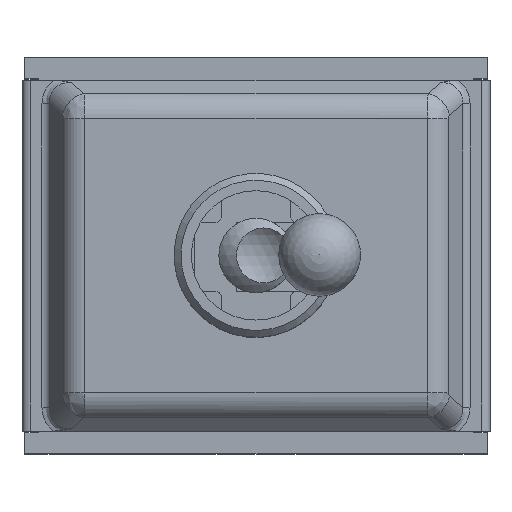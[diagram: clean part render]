
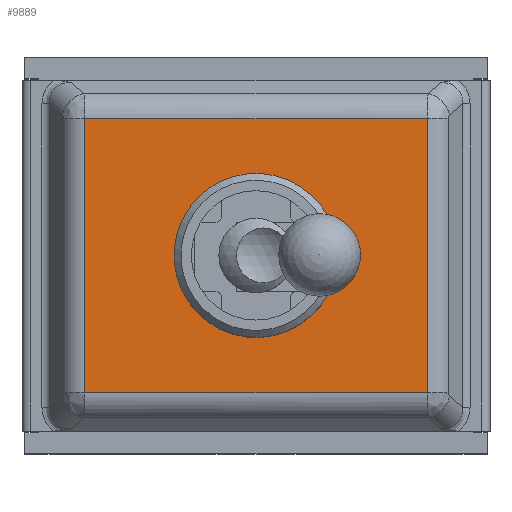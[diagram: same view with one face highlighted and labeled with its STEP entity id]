
A CAD part, top view. The second image highlights one B-rep face of the part: STEP entity #9889.
In plain terms, the highlighted planar face has unit normal (0, 0, 1).
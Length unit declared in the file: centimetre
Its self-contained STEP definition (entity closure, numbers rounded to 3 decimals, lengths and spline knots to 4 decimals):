
#84=FACE_BOUND('',#1294,.T.);
#277=PLANE('',#10689);
#700=FACE_OUTER_BOUND('',#1293,.T.);
#1293=EDGE_LOOP('',(#7580,#7581,#7582,#7583));
#1294=EDGE_LOOP('',(#7584,#7585,#7586,#7587));
#2039=LINE('',#15740,#3007);
#2040=LINE('',#15742,#3008);
#2041=LINE('',#15744,#3009);
#2042=LINE('',#15745,#3010);
#2043=LINE('',#15750,#3011);
#2044=LINE('',#15752,#3012);
#2045=LINE('',#15753,#3013);
#3007=VECTOR('',#12528,1.);
#3008=VECTOR('',#12529,1.);
#3009=VECTOR('',#12530,1.);
#3010=VECTOR('',#12531,1.);
#3011=VECTOR('',#12534,1.);
#3012=VECTOR('',#12535,1.);
#3013=VECTOR('',#12536,1.);
#3820=CIRCLE('',#10690,0.5953);
#4471=VERTEX_POINT('',#15738);
#4472=VERTEX_POINT('',#15739);
#4473=VERTEX_POINT('',#15741);
#4474=VERTEX_POINT('',#15743);
#4475=VERTEX_POINT('',#15746);
#4476=VERTEX_POINT('',#15747);
#4477=VERTEX_POINT('',#15749);
#4478=VERTEX_POINT('',#15751);
#5611=EDGE_CURVE('',#4471,#4472,#2039,.T.);
#5612=EDGE_CURVE('',#4471,#4473,#2040,.T.);
#5613=EDGE_CURVE('',#4474,#4473,#2041,.T.);
#5614=EDGE_CURVE('',#4472,#4474,#2042,.T.);
#5615=EDGE_CURVE('',#4475,#4476,#3820,.T.);
#5616=EDGE_CURVE('',#4476,#4477,#2043,.T.);
#5617=EDGE_CURVE('',#4477,#4478,#2044,.T.);
#5618=EDGE_CURVE('',#4478,#4475,#2045,.T.);
#7580=ORIENTED_EDGE('',*,*,#5611,.F.);
#7581=ORIENTED_EDGE('',*,*,#5612,.T.);
#7582=ORIENTED_EDGE('',*,*,#5613,.F.);
#7583=ORIENTED_EDGE('',*,*,#5614,.F.);
#7584=ORIENTED_EDGE('',*,*,#5615,.T.);
#7585=ORIENTED_EDGE('',*,*,#5616,.T.);
#7586=ORIENTED_EDGE('',*,*,#5617,.T.);
#7587=ORIENTED_EDGE('',*,*,#5618,.T.);
#9889=ADVANCED_FACE('',(#700,#84),#277,.T.);
#10689=AXIS2_PLACEMENT_3D('',#15737,#12526,#12527);
#10690=AXIS2_PLACEMENT_3D('',#15748,#12532,#12533);
#12526=DIRECTION('center_axis',(0.,0.,
1.));
#12527=DIRECTION('ref_axis',(-1.,0.,0.));
#12528=DIRECTION('',(0.,-1.,0.));
#12529=DIRECTION('',(-1.,0.,0.));
#12530=DIRECTION('',(0.,1.,0.));
#12531=DIRECTION('',(-1.,0.,0.));
#12532=DIRECTION('center_axis',(0.,0.,
-1.));
#12533=DIRECTION('ref_axis',(-1.,0.,0.));
#12534=DIRECTION('',(-1.,0.,0.));
#12535=DIRECTION('',(0.,-1.,0.));
#12536=DIRECTION('',(1.,0.,0.));
#15737=CARTESIAN_POINT('Origin',(1.35,-0.9032,30.484));
#15738=CARTESIAN_POINT('',(1.2433,0.093,30.484));
#15739=CARTESIAN_POINT('',(1.2433,-1.8995,30.484));
#15740=CARTESIAN_POINT('',(1.2433,-0.9032,30.484));
#15741=CARTESIAN_POINT('',(-1.2433,0.093,30.484));
#15742=CARTESIAN_POINT('',(0.,0.093,30.484));
#15743=CARTESIAN_POINT('',(-1.2433,-1.8995,30.484));
#15744=CARTESIAN_POINT('',(-1.2433,-0.9032,30.484));
#15745=CARTESIAN_POINT('',(0.,-1.8995,30.484));
#15746=CARTESIAN_POINT('',(0.5885,-0.9932,30.484));
#15747=CARTESIAN_POINT('',(0.5885,-0.8132,30.484));
#15748=CARTESIAN_POINT('Origin',(0.,-0.9032,
30.484));
#15749=CARTESIAN_POINT('',(0.4847,-0.8132,30.484));
#15750=CARTESIAN_POINT('',(0.2942,-0.8132,30.484));
#15751=CARTESIAN_POINT('',(0.4847,-0.9932,30.484));
#15752=CARTESIAN_POINT('',(0.4847,-0.8582,30.484));
#15753=CARTESIAN_POINT('',(0.2423,-0.9932,30.484));
